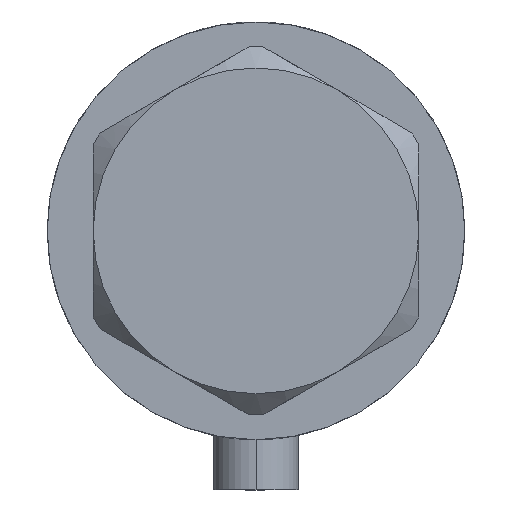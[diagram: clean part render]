
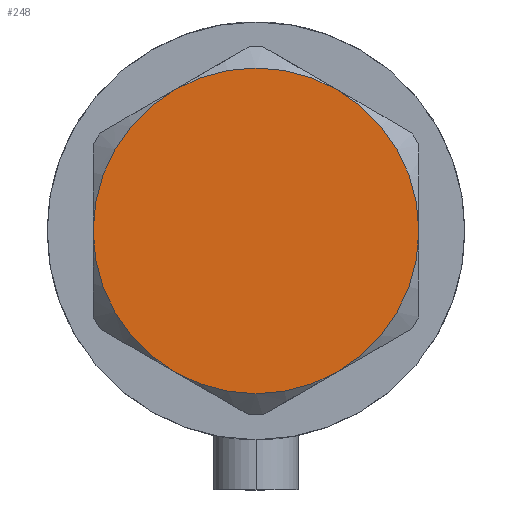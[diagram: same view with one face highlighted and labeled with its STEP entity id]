
A CAD part, left-side view. The second image highlights one B-rep face of the part: STEP entity #248.
In plain terms, the highlighted face is planar.
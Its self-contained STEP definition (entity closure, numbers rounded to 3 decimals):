
#248 = ADVANCED_FACE ( 'NONE', ( #822 ), #748, .T. ) ;
#251 = DIRECTION ( 'NONE',  ( 0., 0., 1. ) ) ;
#269 = ORIENTED_EDGE ( 'NONE', *, *, #1962, .T. ) ;
#497 = VERTEX_POINT ( 'NONE', #1007 ) ;
#552 = CIRCLE ( 'NONE', #3567, 23. ) ;
#599 = ORIENTED_EDGE ( 'NONE', *, *, #1837, .T. ) ;
#656 = VERTEX_POINT ( 'NONE', #4073 ) ;
#748 = PLANE ( 'NONE',  #4111 ) ;
#762 = CARTESIAN_POINT ( 'NONE',  ( 0., 0., 13. ) ) ;
#821 = VERTEX_POINT ( 'NONE', #4290 ) ;
#822 = FACE_OUTER_BOUND ( 'NONE', #3701, .T. ) ;
#824 = CARTESIAN_POINT ( 'NONE',  ( 0., 0., 13. ) ) ;
#978 = AXIS2_PLACEMENT_3D ( 'NONE', #1544, #1226, #2579 ) ;
#1007 = CARTESIAN_POINT ( 'NONE',  ( 23., 0., 13. ) ) ;
#1025 = DIRECTION ( 'NONE',  ( 0., 0., 1. ) ) ;
#1089 = DIRECTION ( 'NONE',  ( 1., 0., 0. ) ) ;
#1190 = AXIS2_PLACEMENT_3D ( 'NONE', #824, #2154, #2124 ) ;
#1203 = CARTESIAN_POINT ( 'NONE',  ( 11.5, -19.919, 13. ) ) ;
#1226 = DIRECTION ( 'NONE',  ( 0., 0., 1. ) ) ;
#1265 = ORIENTED_EDGE ( 'NONE', *, *, #3971, .T. ) ;
#1272 = CIRCLE ( 'NONE', #3041, 23. ) ;
#1300 = CARTESIAN_POINT ( 'NONE',  ( -23., 0., 13. ) ) ;
#1402 = CIRCLE ( 'NONE', #2331, 23. ) ;
#1544 = CARTESIAN_POINT ( 'NONE',  ( 0., 0., 13. ) ) ;
#1557 = AXIS2_PLACEMENT_3D ( 'NONE', #2707, #1025, #3968 ) ;
#1670 = EDGE_CURVE ( 'NONE', #3568, #3892, #3686, .T. ) ;
#1837 = EDGE_CURVE ( 'NONE', #821, #656, #1402, .T. ) ;
#1962 = EDGE_CURVE ( 'NONE', #497, #821, #3105, .T. ) ;
#2124 = DIRECTION ( 'NONE',  ( 1., 0., 0. ) ) ;
#2154 = DIRECTION ( 'NONE',  ( 0., 0., 1. ) ) ;
#2165 = DIRECTION ( 'NONE',  ( 0., 0., 1. ) ) ;
#2257 = ORIENTED_EDGE ( 'NONE', *, *, #2937, .T. ) ;
#2288 = DIRECTION ( 'NONE',  ( 0., 0., 1. ) ) ;
#2331 = AXIS2_PLACEMENT_3D ( 'NONE', #762, #2165, #3506 ) ;
#2573 = CIRCLE ( 'NONE', #978, 23. ) ;
#2579 = DIRECTION ( 'NONE',  ( 1., 0., 0. ) ) ;
#2597 = ORIENTED_EDGE ( 'NONE', *, *, #1670, .T. ) ;
#2707 = CARTESIAN_POINT ( 'NONE',  ( 0., 0., 13. ) ) ;
#2787 = CARTESIAN_POINT ( 'NONE',  ( 0., 0., 13. ) ) ;
#2937 = EDGE_CURVE ( 'NONE', #3892, #497, #1272, .T. ) ;
#2956 = VERTEX_POINT ( 'NONE', #1300 ) ;
#3041 = AXIS2_PLACEMENT_3D ( 'NONE', #4000, #2288, #3654 ) ;
#3105 = CIRCLE ( 'NONE', #1190, 23. ) ;
#3351 = EDGE_CURVE ( 'NONE', #2956, #3568, #552, .T. ) ;
#3372 = CARTESIAN_POINT ( 'NONE',  ( -11.5, -19.919, 13. ) ) ;
#3506 = DIRECTION ( 'NONE',  ( 1., 0., 0. ) ) ;
#3567 = AXIS2_PLACEMENT_3D ( 'NONE', #3994, #251, #4328 ) ;
#3568 = VERTEX_POINT ( 'NONE', #3372 ) ;
#3654 = DIRECTION ( 'NONE',  ( 1., 0., 0. ) ) ;
#3686 = CIRCLE ( 'NONE', #1557, 23. ) ;
#3701 = EDGE_LOOP ( 'NONE', ( #2257, #269, #599, #1265, #4416, #2597 ) ) ;
#3892 = VERTEX_POINT ( 'NONE', #1203 ) ;
#3968 = DIRECTION ( 'NONE',  ( 1., 0., 0. ) ) ;
#3971 = EDGE_CURVE ( 'NONE', #656, #2956, #2573, .T. ) ;
#3994 = CARTESIAN_POINT ( 'NONE',  ( 0., 0., 13. ) ) ;
#4000 = CARTESIAN_POINT ( 'NONE',  ( 0., 0., 13. ) ) ;
#4073 = CARTESIAN_POINT ( 'NONE',  ( -11.5, 19.919, 13. ) ) ;
#4111 = AXIS2_PLACEMENT_3D ( 'NONE', #2787, #4182, #1089 ) ;
#4182 = DIRECTION ( 'NONE',  ( 0., 0., 1. ) ) ;
#4290 = CARTESIAN_POINT ( 'NONE',  ( 11.5, 19.919, 13. ) ) ;
#4328 = DIRECTION ( 'NONE',  ( 1., 0., 0. ) ) ;
#4416 = ORIENTED_EDGE ( 'NONE', *, *, #3351, .T. ) ;
